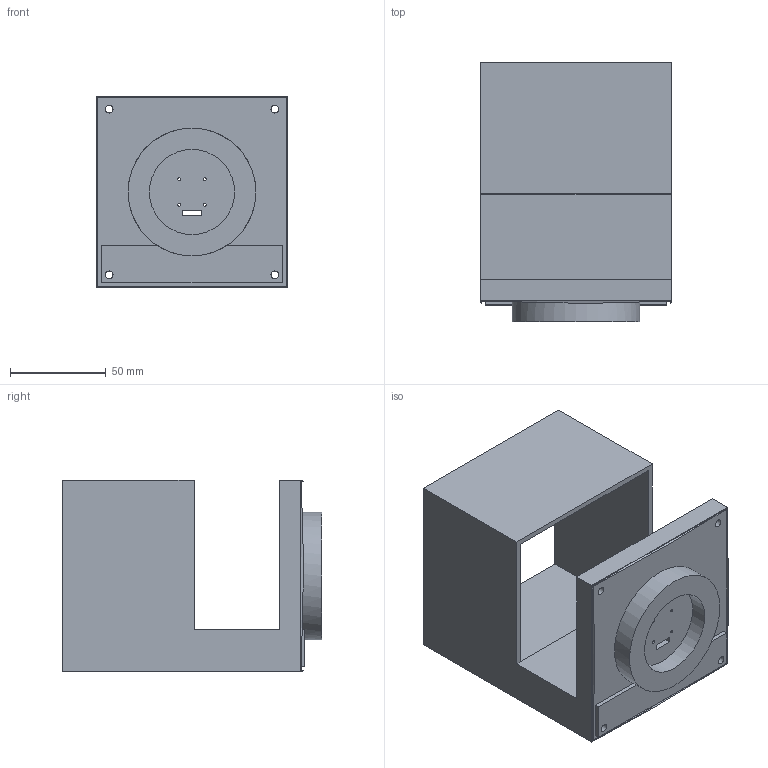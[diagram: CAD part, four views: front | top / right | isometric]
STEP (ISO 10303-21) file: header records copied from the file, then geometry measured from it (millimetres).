
FILE_DESCRIPTION(/* description */ ('STEP AP214'),/* implementation_level */ '2;1');
FILE_NAME(/* name */ 'Payload_4by4_box.step',/* time_stamp */ '2025-06-05T02:13:50+05:30',/* author */ (''),/* organization */ (''),/* preprocessor_version */ 'ST-DEVELOPER v20.1',/* originating_system */ 'Autodesk Translation Framework v14.4.0.0',/* authorisation */ '');
FILE_SCHEMA (('AUTOMOTIVE_DESIGN { 1 0 10303 214 3 1 1 }'));
Length unit declared in the file: millimetre
Products named in the file (1): Box
Bounding box: 99.9 x 135.4 x 99.9 mm (x, y, z)
Volume: 271097.3 mm3; surface area: 98210.5 mm2
Topology: 1 solids, 1 shells, 49 faces, 128 edges, 82 vertices
Faces by surface type: plane 35, cylinder 10, bspline 4
Full cylindrical faces by diameter (mm): 1.5 x4, 4 x4, 44.4 x1, 66.6 x1
Entity records: 1704 total; most frequent: CARTESIAN_POINT 420, ORIENTED_EDGE 256, DIRECTION 238, EDGE_CURVE 128, LINE 102, VECTOR 102, VERTEX_POINT 82, EDGE_LOOP 70
